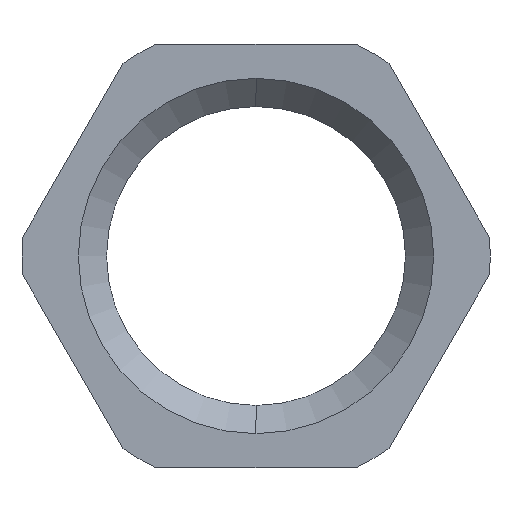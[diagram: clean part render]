
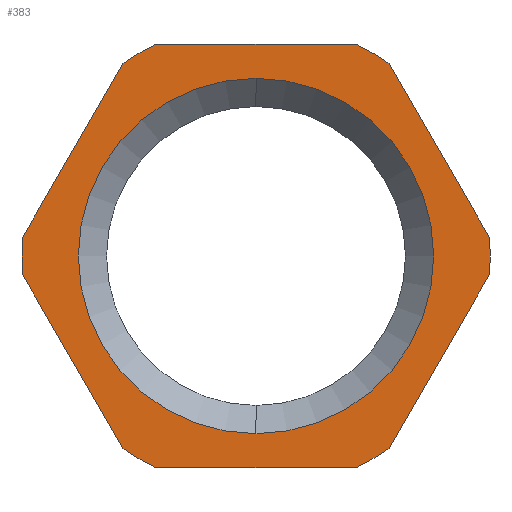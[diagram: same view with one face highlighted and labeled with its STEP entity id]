
A CAD part, left-side view. The second image highlights one B-rep face of the part: STEP entity #383.
In plain terms, the highlighted planar face has unit normal (-1, 0, 0).
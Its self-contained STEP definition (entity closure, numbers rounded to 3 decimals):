
#71 = DIRECTION ( 'NONE',  ( 0., 0.5, -0.866 ) ) ;
#183 = CARTESIAN_POINT ( 'NONE',  ( -3., 8.3, 0. ) ) ;
#189 = DIRECTION ( 'NONE',  ( 0., 0., -1. ) ) ;
#252 = DIRECTION ( 'NONE',  ( 1., 0., 0. ) ) ;
#325 = EDGE_CURVE ( 'NONE', #3451, #572, #1434, .T. ) ;
#336 = CARTESIAN_POINT ( 'NONE',  ( -3., 0., 0. ) ) ;
#383 = ADVANCED_FACE ( 'NONE', ( #447, #4087 ), #913, .T. ) ;
#412 = ORIENTED_EDGE ( 'NONE', *, *, #2779, .T. ) ;
#425 = AXIS2_PLACEMENT_3D ( 'NONE', #3801, #1651, #4172 ) ;
#447 = FACE_BOUND ( 'NONE', #3785, .T. ) ;
#490 = CIRCLE ( 'NONE', #1534, 8.3 ) ;
#537 = DIRECTION ( 'NONE',  ( 0., 0., 1. ) ) ;
#557 = EDGE_CURVE ( 'NONE', #2495, #1450, #4143, .T. ) ;
#561 = ORIENTED_EDGE ( 'NONE', *, *, #2278, .T. ) ;
#568 = VERTEX_POINT ( 'NONE', #1069 ) ;
#572 = VERTEX_POINT ( 'NONE', #4608 ) ;
#581 = CARTESIAN_POINT ( 'NONE',  ( -3., 8.273, 0.671 ) ) ;
#594 = LINE ( 'NONE', #1739, #4452 ) ;
#667 = VERTEX_POINT ( 'NONE', #3662 ) ;
#703 = DIRECTION ( 'NONE',  ( 1., 0., 0. ) ) ;
#872 = VERTEX_POINT ( 'NONE', #988 ) ;
#884 = EDGE_CURVE ( 'NONE', #1450, #872, #1185, .T. ) ;
#913 = PLANE ( 'NONE',  #4281 ) ;
#932 = DIRECTION ( 'NONE',  ( 1., 0., 0. ) ) ;
#976 = CARTESIAN_POINT ( 'NONE',  ( -3., -8.66, 0. ) ) ;
#988 = CARTESIAN_POINT ( 'NONE',  ( -3., -4.718, -6.829 ) ) ;
#1046 = CIRCLE ( 'NONE', #1425, 8.3 ) ;
#1069 = CARTESIAN_POINT ( 'NONE',  ( -3., -3.555, 7.5 ) ) ;
#1073 = ORIENTED_EDGE ( 'NONE', *, *, #4507, .F. ) ;
#1082 = VERTEX_POINT ( 'NONE', #3421 ) ;
#1111 = CARTESIAN_POINT ( 'NONE',  ( -3., 0., 0. ) ) ;
#1185 = LINE ( 'NONE', #976, #2889 ) ;
#1223 = CARTESIAN_POINT ( 'NONE',  ( -3., -4.33, -7.5 ) ) ;
#1225 = CARTESIAN_POINT ( 'NONE',  ( -3., 0., 0. ) ) ;
#1280 = CARTESIAN_POINT ( 'NONE',  ( -3., 3.555, -7.5 ) ) ;
#1321 = CARTESIAN_POINT ( 'NONE',  ( -3., 4.33, -7.5 ) ) ;
#1385 = VERTEX_POINT ( 'NONE', #1280 ) ;
#1396 = AXIS2_PLACEMENT_3D ( 'NONE', #336, #703, #3241 ) ;
#1425 = AXIS2_PLACEMENT_3D ( 'NONE', #4549, #2391, #189 ) ;
#1434 = LINE ( 'NONE', #1321, #3231 ) ;
#1450 = VERTEX_POINT ( 'NONE', #3876 ) ;
#1460 = VERTEX_POINT ( 'NONE', #3519 ) ;
#1488 = DIRECTION ( 'NONE',  ( 0., 0., -1. ) ) ;
#1534 = AXIS2_PLACEMENT_3D ( 'NONE', #1225, #3749, #1609 ) ;
#1609 = DIRECTION ( 'NONE',  ( 0., 0., -1. ) ) ;
#1622 = CARTESIAN_POINT ( 'NONE',  ( -3., 0., 0. ) ) ;
#1628 = LINE ( 'NONE', #1880, #2464 ) ;
#1651 = DIRECTION ( 'NONE',  ( 1., 0., 0. ) ) ;
#1739 = CARTESIAN_POINT ( 'NONE',  ( -3., -4.33, 7.5 ) ) ;
#1833 = ORIENTED_EDGE ( 'NONE', *, *, #3078, .F. ) ;
#1880 = CARTESIAN_POINT ( 'NONE',  ( -3., 8.66, 0. ) ) ;
#1916 = ORIENTED_EDGE ( 'NONE', *, *, #325, .F. ) ;
#1922 = CARTESIAN_POINT ( 'NONE',  ( -3., -4.718, 6.829 ) ) ;
#1925 = VERTEX_POINT ( 'NONE', #1922 ) ;
#1969 = EDGE_CURVE ( 'NONE', #872, #667, #3725, .T. ) ;
#2000 = DIRECTION ( 'NONE',  ( 0., 0., -1. ) ) ;
#2070 = VERTEX_POINT ( 'NONE', #581 ) ;
#2072 = ORIENTED_EDGE ( 'NONE', *, *, #4161, .F. ) ;
#2189 = VECTOR ( 'NONE', #4648, 1000. ) ;
#2207 = AXIS2_PLACEMENT_3D ( 'NONE', #2444, #252, #2804 ) ;
#2233 = DIRECTION ( 'NONE',  ( 0., -0.5, 0.866 ) ) ;
#2278 = EDGE_CURVE ( 'NONE', #1460, #3904, #4531, .T. ) ;
#2301 = CIRCLE ( 'NONE', #2207, 8.3 ) ;
#2391 = DIRECTION ( 'NONE',  ( 1., 0., 0. ) ) ;
#2426 = ORIENTED_EDGE ( 'NONE', *, *, #1969, .F. ) ;
#2444 = CARTESIAN_POINT ( 'NONE',  ( -3., 0., 0. ) ) ;
#2464 = VECTOR ( 'NONE', #2233, 1000. ) ;
#2485 = CARTESIAN_POINT ( 'NONE',  ( -3., 4.33, 7.5 ) ) ;
#2495 = VERTEX_POINT ( 'NONE', #4342 ) ;
#2508 = AXIS2_PLACEMENT_3D ( 'NONE', #1622, #4153, #2000 ) ;
#2667 = EDGE_CURVE ( 'NONE', #1385, #3451, #490, .T. ) ;
#2736 = CARTESIAN_POINT ( 'NONE',  ( -3., 3.555, 7.5 ) ) ;
#2779 = EDGE_CURVE ( 'NONE', #3904, #1460, #3779, .T. ) ;
#2804 = DIRECTION ( 'NONE',  ( 0., 0., -1. ) ) ;
#2866 = ORIENTED_EDGE ( 'NONE', *, *, #3993, .F. ) ;
#2889 = VECTOR ( 'NONE', #71, 1000. ) ;
#2890 = ORIENTED_EDGE ( 'NONE', *, *, #4320, .F. ) ;
#2918 = CARTESIAN_POINT ( 'NONE',  ( -3., 0., -6.3 ) ) ;
#3069 = AXIS2_PLACEMENT_3D ( 'NONE', #1111, #3625, #1488 ) ;
#3078 = EDGE_CURVE ( 'NONE', #667, #1385, #3482, .T. ) ;
#3088 = DIRECTION ( 'NONE',  ( -1., 0., 0. ) ) ;
#3123 = CARTESIAN_POINT ( 'NONE',  ( -3., 0., 0. ) ) ;
#3148 = LINE ( 'NONE', #2485, #2189 ) ;
#3231 = VECTOR ( 'NONE', #4554, 1000. ) ;
#3241 = DIRECTION ( 'NONE',  ( 0., 0., -1. ) ) ;
#3421 = CARTESIAN_POINT ( 'NONE',  ( -3., 4.718, 6.829 ) ) ;
#3451 = VERTEX_POINT ( 'NONE', #4015 ) ;
#3463 = DIRECTION ( 'NONE',  ( 0., 0., -1. ) ) ;
#3482 = LINE ( 'NONE', #1223, #4574 ) ;
#3519 = CARTESIAN_POINT ( 'NONE',  ( -3., 0., 6.3 ) ) ;
#3596 = ORIENTED_EDGE ( 'NONE', *, *, #4447, .F. ) ;
#3625 = DIRECTION ( 'NONE',  ( 1., 0., 0. ) ) ;
#3662 = CARTESIAN_POINT ( 'NONE',  ( -3., -3.555, -7.5 ) ) ;
#3693 = AXIS2_PLACEMENT_3D ( 'NONE', #3123, #932, #3463 ) ;
#3725 = CIRCLE ( 'NONE', #2508, 8.3 ) ;
#3748 = DIRECTION ( 'NONE',  ( 0., 1., 0. ) ) ;
#3749 = DIRECTION ( 'NONE',  ( 1., 0., 0. ) ) ;
#3779 = CIRCLE ( 'NONE', #3693, 6.3 ) ;
#3785 = EDGE_LOOP ( 'NONE', ( #561, #412 ) ) ;
#3801 = CARTESIAN_POINT ( 'NONE',  ( -3., 0., 0. ) ) ;
#3876 = CARTESIAN_POINT ( 'NONE',  ( -3., -8.273, -0.671 ) ) ;
#3904 = VERTEX_POINT ( 'NONE', #2918 ) ;
#3931 = CIRCLE ( 'NONE', #425, 8.3 ) ;
#3993 = EDGE_CURVE ( 'NONE', #1082, #4378, #2301, .T. ) ;
#4015 = CARTESIAN_POINT ( 'NONE',  ( -3., 4.718, -6.829 ) ) ;
#4087 = FACE_OUTER_BOUND ( 'NONE', #4633, .T. ) ;
#4124 = ORIENTED_EDGE ( 'NONE', *, *, #2667, .F. ) ;
#4143 = CIRCLE ( 'NONE', #1396, 8.3 ) ;
#4153 = DIRECTION ( 'NONE',  ( 1., 0., 0. ) ) ;
#4161 = EDGE_CURVE ( 'NONE', #2070, #1082, #1628, .T. ) ;
#4172 = DIRECTION ( 'NONE',  ( 0., 0., -1. ) ) ;
#4185 = ORIENTED_EDGE ( 'NONE', *, *, #557, .F. ) ;
#4210 = ORIENTED_EDGE ( 'NONE', *, *, #884, .F. ) ;
#4269 = DIRECTION ( 'NONE',  ( 0., -0.5, -0.866 ) ) ;
#4281 = AXIS2_PLACEMENT_3D ( 'NONE', #183, #3088, #537 ) ;
#4320 = EDGE_CURVE ( 'NONE', #572, #2070, #3931, .T. ) ;
#4342 = CARTESIAN_POINT ( 'NONE',  ( -3., -8.273, 0.671 ) ) ;
#4364 = ORIENTED_EDGE ( 'NONE', *, *, #4367, .F. ) ;
#4367 = EDGE_CURVE ( 'NONE', #568, #1925, #1046, .T. ) ;
#4378 = VERTEX_POINT ( 'NONE', #2736 ) ;
#4447 = EDGE_CURVE ( 'NONE', #1925, #2495, #594, .T. ) ;
#4452 = VECTOR ( 'NONE', #4269, 1000. ) ;
#4507 = EDGE_CURVE ( 'NONE', #4378, #568, #3148, .T. ) ;
#4531 = CIRCLE ( 'NONE', #3069, 6.3 ) ;
#4549 = CARTESIAN_POINT ( 'NONE',  ( -3., 0., 0. ) ) ;
#4554 = DIRECTION ( 'NONE',  ( 0., 0.5, 0.866 ) ) ;
#4574 = VECTOR ( 'NONE', #3748, 1000. ) ;
#4608 = CARTESIAN_POINT ( 'NONE',  ( -3., 8.273, -0.671 ) ) ;
#4633 = EDGE_LOOP ( 'NONE', ( #2426, #4210, #4185, #3596, #4364, #1073, #2866, #2072, #2890, #1916, #4124, #1833 ) ) ;
#4648 = DIRECTION ( 'NONE',  ( 0., -1., 0. ) ) ;
